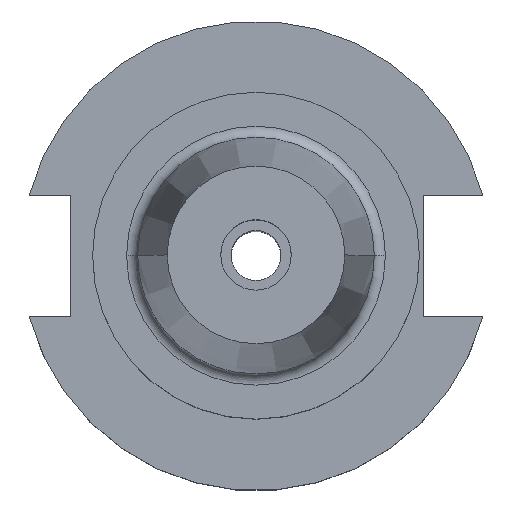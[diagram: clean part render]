
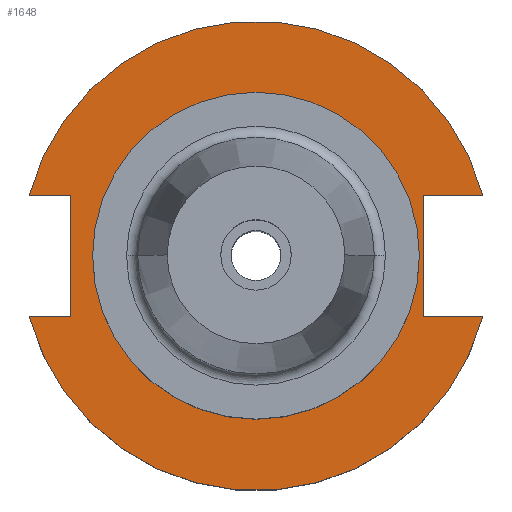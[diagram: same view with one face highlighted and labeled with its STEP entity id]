
A CAD part, top view. The second image highlights one B-rep face of the part: STEP entity #1648.
In plain terms, the highlighted planar face has unit normal (0, 0, 1).
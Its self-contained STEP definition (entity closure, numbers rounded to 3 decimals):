
#12 = PLANE ( 'NONE',  #388 ) ;
#13 = VECTOR ( 'NONE', #311, 1000. ) ;
#24 = LINE ( 'NONE', #1076, #1414 ) ;
#55 = ORIENTED_EDGE ( 'NONE', *, *, #1092, .T. ) ;
#59 = LINE ( 'NONE', #889, #13 ) ;
#80 = VECTOR ( 'NONE', #848, 1000. ) ;
#88 = CARTESIAN_POINT ( 'NONE',  ( 30.675, 8.191, 19.05 ) ) ;
#110 = EDGE_CURVE ( 'NONE', #911, #680, #260, .T. ) ;
#128 = CIRCLE ( 'NONE', #1614, 22.1 ) ;
#142 = EDGE_CURVE ( 'NONE', #1318, #484, #1622, .T. ) ;
#159 = FACE_BOUND ( 'NONE', #1572, .T. ) ;
#209 = LINE ( 'NONE', #1041, #1611 ) ;
#229 = EDGE_CURVE ( 'NONE', #1530, #819, #1169, .T. ) ;
#240 = DIRECTION ( 'NONE',  ( 1., 0., 0. ) ) ;
#241 = VERTEX_POINT ( 'NONE', #418 ) ;
#259 = DIRECTION ( 'NONE',  ( 1., 0., 0. ) ) ;
#260 = LINE ( 'NONE', #1009, #1708 ) ;
#282 = ORIENTED_EDGE ( 'NONE', *, *, #1629, .F. ) ;
#291 = VERTEX_POINT ( 'NONE', #1055 ) ;
#311 = DIRECTION ( 'NONE',  ( -1., 0., 0. ) ) ;
#368 = EDGE_LOOP ( 'NONE', ( #768, #382, #1588, #465, #1436, #777, #55, #434 ) ) ;
#382 = ORIENTED_EDGE ( 'NONE', *, *, #1561, .F. ) ;
#388 = AXIS2_PLACEMENT_3D ( 'NONE', #1364, #1095, #1362 ) ;
#418 = CARTESIAN_POINT ( 'NONE',  ( -25.091, -8.191, 19.05 ) ) ;
#434 = ORIENTED_EDGE ( 'NONE', *, *, #110, .T. ) ;
#465 = ORIENTED_EDGE ( 'NONE', *, *, #229, .F. ) ;
#484 = VERTEX_POINT ( 'NONE', #733 ) ;
#487 = CARTESIAN_POINT ( 'NONE',  ( 0., 0., 19.05 ) ) ;
#517 = EDGE_CURVE ( 'NONE', #1530, #546, #24, .T. ) ;
#543 = CARTESIAN_POINT ( 'NONE',  ( 22.606, -8.191, 19.05 ) ) ;
#546 = VERTEX_POINT ( 'NONE', #1385 ) ;
#551 = CARTESIAN_POINT ( 'NONE',  ( 0., 0., 19.05 ) ) ;
#595 = CIRCLE ( 'NONE', #1524, 31.75 ) ;
#621 = DIRECTION ( 'NONE',  ( 0., 0., 1. ) ) ;
#622 = DIRECTION ( 'NONE',  ( 1., 0., 0. ) ) ;
#680 = VERTEX_POINT ( 'NONE', #1002 ) ;
#733 = CARTESIAN_POINT ( 'NONE',  ( -22.1, 0., 19.05 ) ) ;
#768 = ORIENTED_EDGE ( 'NONE', *, *, #974, .T. ) ;
#777 = ORIENTED_EDGE ( 'NONE', *, *, #1337, .F. ) ;
#779 = DIRECTION ( 'NONE',  ( 0., 0., 1. ) ) ;
#781 = LINE ( 'NONE', #946, #80 ) ;
#819 = VERTEX_POINT ( 'NONE', #929 ) ;
#824 = CARTESIAN_POINT ( 'NONE',  ( 0., -8.191, 19.05 ) ) ;
#841 = CARTESIAN_POINT ( 'NONE',  ( -30.675, 8.191, 19.05 ) ) ;
#848 = DIRECTION ( 'NONE',  ( 0., -1., 0. ) ) ;
#877 = CARTESIAN_POINT ( 'NONE',  ( 0., 0., 19.05 ) ) ;
#889 = CARTESIAN_POINT ( 'NONE',  ( 0., 8.191, 19.05 ) ) ;
#901 = CARTESIAN_POINT ( 'NONE',  ( 22.1, 0., 19.05 ) ) ;
#911 = VERTEX_POINT ( 'NONE', #841 ) ;
#929 = CARTESIAN_POINT ( 'NONE',  ( 30.675, -8.191, 19.05 ) ) ;
#946 = CARTESIAN_POINT ( 'NONE',  ( -25.091, 8.191, 19.05 ) ) ;
#974 = EDGE_CURVE ( 'NONE', #680, #241, #781, .T. ) ;
#1002 = CARTESIAN_POINT ( 'NONE',  ( -25.091, 8.191, 19.05 ) ) ;
#1009 = CARTESIAN_POINT ( 'NONE',  ( -61.091, 8.191, 19.05 ) ) ;
#1041 = CARTESIAN_POINT ( 'NONE',  ( -61.091, -8.191, 19.05 ) ) ;
#1055 = CARTESIAN_POINT ( 'NONE',  ( -30.675, -8.191, 19.05 ) ) ;
#1066 = CIRCLE ( 'NONE', #1359, 31.75 ) ;
#1074 = ORIENTED_EDGE ( 'NONE', *, *, #142, .F. ) ;
#1076 = CARTESIAN_POINT ( 'NONE',  ( 22.606, 22.1, 19.05 ) ) ;
#1092 = EDGE_CURVE ( 'NONE', #1151, #911, #1066, .T. ) ;
#1095 = DIRECTION ( 'NONE',  ( 0., 0., -1. ) ) ;
#1139 = DIRECTION ( 'NONE',  ( 1., 0., 0. ) ) ;
#1151 = VERTEX_POINT ( 'NONE', #88 ) ;
#1169 = LINE ( 'NONE', #824, #1209 ) ;
#1209 = VECTOR ( 'NONE', #1231, 1000. ) ;
#1231 = DIRECTION ( 'NONE',  ( 1., 0., 0. ) ) ;
#1273 = DIRECTION ( 'NONE',  ( 0., 0., 1. ) ) ;
#1318 = VERTEX_POINT ( 'NONE', #901 ) ;
#1337 = EDGE_CURVE ( 'NONE', #1151, #546, #59, .T. ) ;
#1359 = AXIS2_PLACEMENT_3D ( 'NONE', #877, #621, #1697 ) ;
#1362 = DIRECTION ( 'NONE',  ( -1., 0., 0. ) ) ;
#1364 = CARTESIAN_POINT ( 'NONE',  ( 0., 22.1, 19.05 ) ) ;
#1385 = CARTESIAN_POINT ( 'NONE',  ( 22.606, 8.191, 19.05 ) ) ;
#1395 = EDGE_CURVE ( 'NONE', #291, #819, #595, .T. ) ;
#1414 = VECTOR ( 'NONE', #1577, 1000. ) ;
#1436 = ORIENTED_EDGE ( 'NONE', *, *, #517, .T. ) ;
#1439 = DIRECTION ( 'NONE',  ( 0., 0., 1. ) ) ;
#1475 = FACE_OUTER_BOUND ( 'NONE', #368, .T. ) ;
#1490 = DIRECTION ( 'NONE',  ( 1., 0., 0. ) ) ;
#1524 = AXIS2_PLACEMENT_3D ( 'NONE', #551, #779, #240 ) ;
#1530 = VERTEX_POINT ( 'NONE', #543 ) ;
#1561 = EDGE_CURVE ( 'NONE', #291, #241, #209, .T. ) ;
#1566 = CARTESIAN_POINT ( 'NONE',  ( 0., 0., 19.05 ) ) ;
#1572 = EDGE_LOOP ( 'NONE', ( #1074, #282 ) ) ;
#1577 = DIRECTION ( 'NONE',  ( 0., 1., 0. ) ) ;
#1588 = ORIENTED_EDGE ( 'NONE', *, *, #1395, .T. ) ;
#1611 = VECTOR ( 'NONE', #259, 1000. ) ;
#1614 = AXIS2_PLACEMENT_3D ( 'NONE', #1566, #1273, #1490 ) ;
#1618 = AXIS2_PLACEMENT_3D ( 'NONE', #487, #1439, #622 ) ;
#1622 = CIRCLE ( 'NONE', #1618, 22.1 ) ;
#1629 = EDGE_CURVE ( 'NONE', #484, #1318, #128, .T. ) ;
#1648 = ADVANCED_FACE ( 'NONE', ( #159, #1475 ), #12, .F. ) ;
#1697 = DIRECTION ( 'NONE',  ( 1., 0., 0. ) ) ;
#1708 = VECTOR ( 'NONE', #1139, 1000. ) ;
